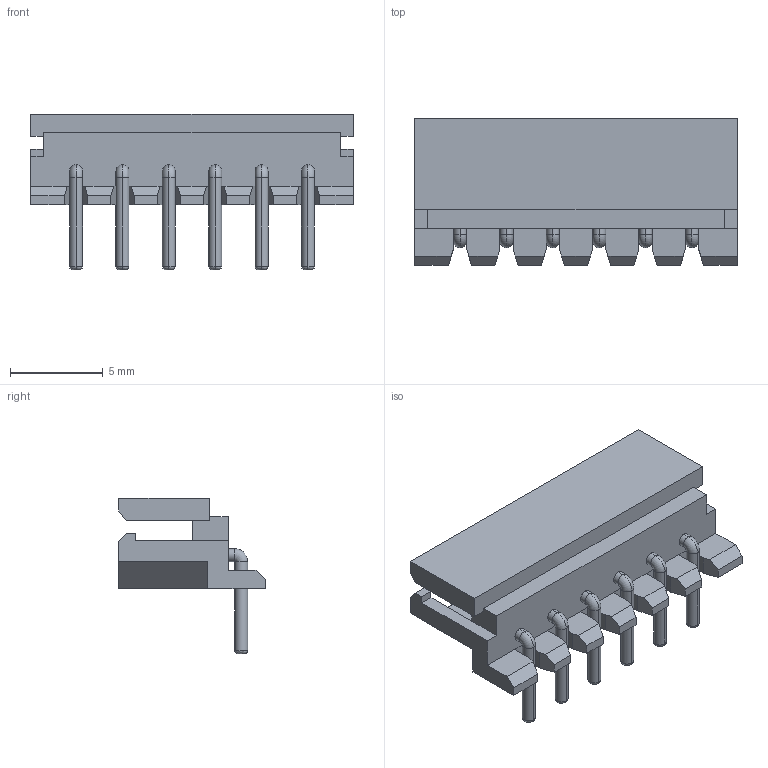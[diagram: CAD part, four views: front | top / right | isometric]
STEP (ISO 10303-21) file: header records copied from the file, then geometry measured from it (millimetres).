
FILE_DESCRIPTION((''),'2;1');
FILE_NAME('022057065','2014-03-21T',('me'),(''),'PRO/ENGINEER BY PARAMETRIC TECHNOLOGY CORPORATION, 2011490','PRO/ENGINEER BY PARAMETRIC TECHNOLOGY CORPORATION, 2011490','');
FILE_SCHEMA(('CONFIG_CONTROL_DESIGN'));
Length unit declared in the file: millimetre
Products named in the file (1): 022057065
Bounding box: 17.4 x 7.9 x 8.4 mm (x, y, z)
Volume: 302 mm3; surface area: 774.4 mm2
Topology: 1 solids, 1 shells, 201 faces, 552 edges, 378 vertices
Faces by surface type: plane 129, cylinder 36, bspline 24, torus 12
Entity records: 6757 total; most frequent: CARTESIAN_POINT 1706, DIRECTION 1058, ORIENTED_EDGE 1006, EDGE_CURVE 503, VECTOR 378, LINE 378, AXIS2_PLACEMENT_3D 340, VERTEX_POINT 316
